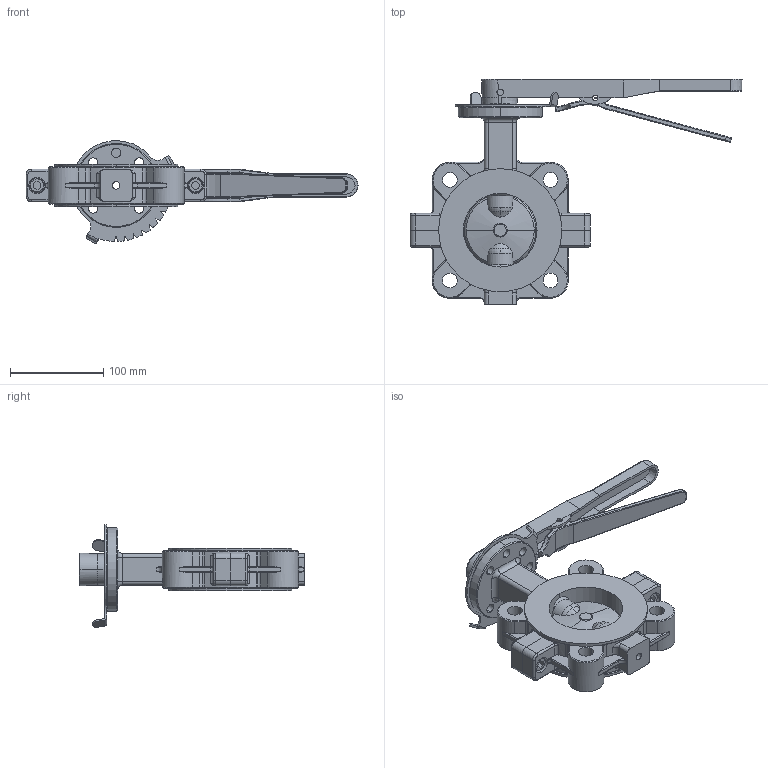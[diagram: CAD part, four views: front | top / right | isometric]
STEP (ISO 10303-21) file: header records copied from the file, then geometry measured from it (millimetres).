
FILE_DESCRIPTION (( 'STEP AP214' ), '1' );
FILE_NAME ('AS-L1-0300-PMR-HA.step', '2019-08-26T11:37:41', ( '' ), ( '' ), 'SwSTEP 2.0', 'SolidWorks 2019', '' );
FILE_SCHEMA (( 'AUTOMOTIVE_DESIGN' ));
Length unit declared in the file: inch
Products named in the file (2): AS-L1-0300-PMR-HA
Bounding box: 356.02 x 242.01 x 109.9 mm (x, y, z)
Surface area: 210013.7 mm2 (no closed solid volume)
Topology: 0 solids, 30 shells, 680 faces, 2218 edges, 1536 vertices
Faces by surface type: cylinder 273, plane 217, cone 98, torus 76, bspline 11, sphere 5
Entity records: 37173 total; most frequent: CARTESIAN_POINT 9112, DIRECTION 4018, ORIENTED_EDGE 3795, EDGE_CURVE 2218, VERTEX_POINT 1536, AXIS2_PLACEMENT_3D 1480, VECTOR 1058, LINE 1058
